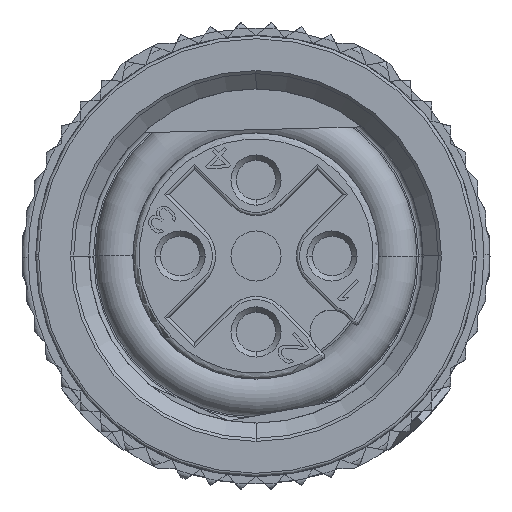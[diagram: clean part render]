
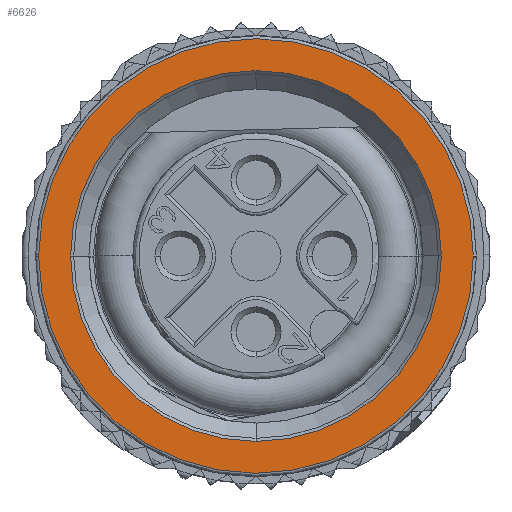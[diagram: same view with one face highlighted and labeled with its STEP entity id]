
A CAD part, front view. The second image highlights one B-rep face of the part: STEP entity #6626.
In plain terms, the highlighted planar face has unit normal (0, -1, 0).
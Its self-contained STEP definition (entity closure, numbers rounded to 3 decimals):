
#6626=ADVANCED_FACE('',(#13384,#13385),#13386,.T.);
#13384=FACE_OUTER_BOUND('',#35830,.T.);
#13385=FACE_BOUND('',#35831,.T.);
#13386=PLANE('',#35832);
#35830=EDGE_LOOP('',(#60725,#60726,#60727,#60728));
#35831=EDGE_LOOP('',(#60729,#60730,#60731,#60732));
#35832=AXIS2_PLACEMENT_3D('',#60733,#60734,#60735);
#60725=ORIENTED_EDGE('',*,*,#69401,.F.);
#60726=ORIENTED_EDGE('',*,*,#67800,.F.);
#60727=ORIENTED_EDGE('',*,*,#69399,.F.);
#60728=ORIENTED_EDGE('',*,*,#67805,.F.);
#60729=ORIENTED_EDGE('',*,*,#69409,.F.);
#60730=ORIENTED_EDGE('',*,*,#67783,.F.);
#60731=ORIENTED_EDGE('',*,*,#67790,.F.);
#60732=ORIENTED_EDGE('',*,*,#69410,.F.);
#60733=CARTESIAN_POINT('',(0.0,-12.4,0.0));
#60734=DIRECTION('',(0.0,-1.0,0.0));
#60735=DIRECTION('',(1.0,0.0,0.0));
#67783=EDGE_CURVE('',#78492,#78490,#78494,.T.);
#67790=EDGE_CURVE('',#78502,#78492,#78504,.T.);
#67800=EDGE_CURVE('',#78520,#78516,#78522,.T.);
#67805=EDGE_CURVE('',#78529,#78525,#78531,.T.);
#69399=EDGE_CURVE('',#78525,#78520,#80821,.T.);
#69401=EDGE_CURVE('',#78516,#78529,#80823,.T.);
#69409=EDGE_CURVE('',#78490,#80832,#80833,.T.);
#69410=EDGE_CURVE('',#80832,#78502,#80834,.T.);
#78490=VERTEX_POINT('',#100197);
#78492=VERTEX_POINT('',#100200);
#78494=CIRCLE('',#100203,6.1);
#78502=VERTEX_POINT('',#100212);
#78504=CIRCLE('',#100215,6.1);
#78516=VERTEX_POINT('',#100227);
#78520=VERTEX_POINT('',#100231);
#78522=CIRCLE('',#100233,7.15);
#78525=VERTEX_POINT('',#100236);
#78529=VERTEX_POINT('',#100240);
#78531=CIRCLE('',#100242,7.15);
#80821=CIRCLE('',#105441,7.15);
#80823=CIRCLE('',#105443,7.15);
#80832=VERTEX_POINT('',#105454);
#80833=CIRCLE('',#105455,6.1);
#80834=CIRCLE('',#105456,6.1);
#100197=CARTESIAN_POINT('',(0.0,-12.4,6.1));
#100200=CARTESIAN_POINT('',(6.1,-12.4,0.0));
#100203=AXIS2_PLACEMENT_3D('',#115694,#115695,#115696);
#100212=CARTESIAN_POINT('',(0.0,-12.4,-6.1));
#100215=AXIS2_PLACEMENT_3D('',#115705,#115706,#115707);
#100227=CARTESIAN_POINT('',(-7.15,-12.4,0.052));
#100231=CARTESIAN_POINT('',(-7.15,-12.4,0.0));
#100233=AXIS2_PLACEMENT_3D('',#115729,#115730,#115731);
#100236=CARTESIAN_POINT('',(7.15,-12.4,-0.052));
#100240=CARTESIAN_POINT('',(7.15,-12.4,0.0));
#100242=AXIS2_PLACEMENT_3D('',#115741,#115742,#115743);
#105441=AXIS2_PLACEMENT_3D('',#117642,#117643,#117644);
#105443=AXIS2_PLACEMENT_3D('',#117645,#117646,#117647);
#105454=CARTESIAN_POINT('',(-6.1,-12.4,0.0));
#105455=AXIS2_PLACEMENT_3D('',#117656,#117657,#117658);
#105456=AXIS2_PLACEMENT_3D('',#117659,#117660,#117661);
#115694=CARTESIAN_POINT('',(0.0,-12.4,0.0));
#115695=DIRECTION('',(0.0,-1.0,0.0));
#115696=DIRECTION('',(1.0,0.0,0.0));
#115705=CARTESIAN_POINT('',(0.0,-12.4,0.0));
#115706=DIRECTION('',(0.0,-1.0,0.0));
#115707=DIRECTION('',(0.0,0.0,-1.0));
#115729=CARTESIAN_POINT('',(0.0,-12.4,0.0));
#115730=DIRECTION('',(0.0,1.0,0.0));
#115731=DIRECTION('',(-1.0,0.0,0.0));
#115741=CARTESIAN_POINT('',(0.0,-12.4,0.0));
#115742=DIRECTION('',(-0.0,1.0,0.0));
#115743=DIRECTION('',(1.0,0.0,0.0));
#117642=CARTESIAN_POINT('',(0.0,-12.4,0.0));
#117643=DIRECTION('',(0.0,1.0,0.0));
#117644=DIRECTION('',(1.,0.0,-0.007));
#117645=CARTESIAN_POINT('',(0.0,-12.4,0.0));
#117646=DIRECTION('',(0.0,1.0,0.0));
#117647=DIRECTION('',(-1.,0.0,0.007));
#117656=CARTESIAN_POINT('',(0.0,-12.4,0.0));
#117657=DIRECTION('',(0.0,-1.0,0.0));
#117658=DIRECTION('',(0.0,0.0,1.0));
#117659=CARTESIAN_POINT('',(0.0,-12.4,0.0));
#117660=DIRECTION('',(0.0,-1.0,0.0));
#117661=DIRECTION('',(-1.0,0.0,0.0));
